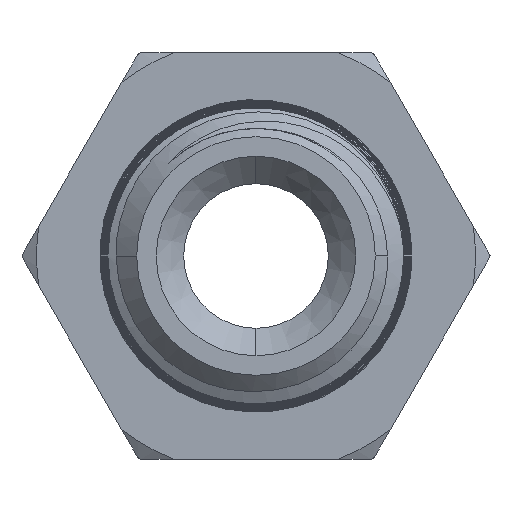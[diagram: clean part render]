
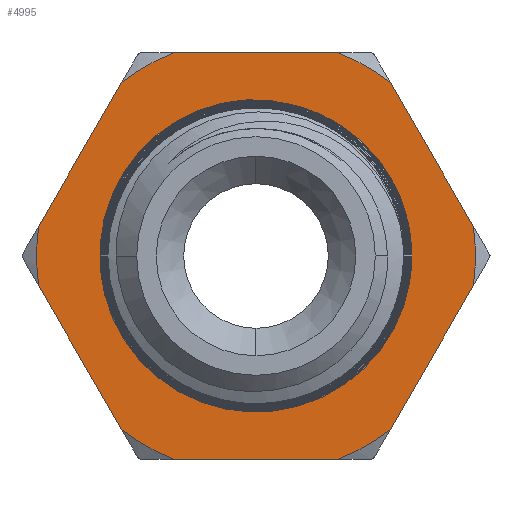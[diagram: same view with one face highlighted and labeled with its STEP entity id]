
A CAD part, left-side view. The second image highlights one B-rep face of the part: STEP entity #4995.
In plain terms, the highlighted planar face has unit normal (-1, 0, 0).
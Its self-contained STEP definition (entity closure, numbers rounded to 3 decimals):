
#277=CARTESIAN_POINT('',(-2.75,0.,0.));
#278=DIRECTION('',(-1.,0.,0.));
#279=DIRECTION('',(0.,0.991,0.136));
#280=AXIS2_PLACEMENT_3D('',#277,#278,#279);
#303=CARTESIAN_POINT('',(-2.75,0.,0.));
#304=DIRECTION('',(-1.,0.,0.));
#305=DIRECTION('',(0.,-0.991,-0.136));
#306=AXIS2_PLACEMENT_3D('',#303,#304,#305);
#423=CARTESIAN_POINT('',(-2.75,0.,0.));
#424=DIRECTION('',(-1.,0.,0.));
#425=DIRECTION('',(0.,1.,0.));
#426=AXIS2_PLACEMENT_3D('',#423,#424,#425);
#428=CARTESIAN_POINT('',(-2.75,0.,0.));
#429=DIRECTION('',(1.,0.,0.));
#430=DIRECTION('',(0.,1.,0.));
#431=AXIS2_PLACEMENT_3D('',#428,#429,#430);
#433=DIRECTION('',(0.,0.5,-0.866));
#434=VECTOR('',#433,9.056);
#435=CARTESIAN_POINT('',(-2.75,7.349,9.471));
#436=LINE('',#435,#434);
#437=CARTESIAN_POINT('',(-2.75,0.,0.));
#438=DIRECTION('',(-1.,0.,0.));
#439=DIRECTION('',(0.,0.378,0.926));
#440=AXIS2_PLACEMENT_3D('',#437,#438,#439);
#442=DIRECTION('',(0.,1.,0.));
#443=VECTOR('',#442,9.056);
#444=CARTESIAN_POINT('',(-2.75,-4.528,11.1));
#445=LINE('',#444,#443);
#446=CARTESIAN_POINT('',(-2.75,0.,0.));
#447=DIRECTION('',(-1.,0.,0.));
#448=DIRECTION('',(0.,-0.613,0.79));
#449=AXIS2_PLACEMENT_3D('',#446,#447,#448);
#451=DIRECTION('',(0.,0.5,0.866));
#452=VECTOR('',#451,9.056);
#453=CARTESIAN_POINT('',(-2.75,-11.877,1.629));
#454=LINE('',#453,#452);
#455=DIRECTION('',(0.,-0.5,0.866));
#456=VECTOR('',#455,9.056);
#457=CARTESIAN_POINT('',(-2.75,-7.349,-9.471));
#458=LINE('',#457,#456);
#459=CARTESIAN_POINT('',(-2.75,0.,0.));
#460=DIRECTION('',(-1.,0.,0.));
#461=DIRECTION('',(0.,-0.378,-0.926));
#462=AXIS2_PLACEMENT_3D('',#459,#460,#461);
#464=DIRECTION('',(0.,-1.,0.));
#465=VECTOR('',#464,9.056);
#466=CARTESIAN_POINT('',(-2.75,4.528,-11.1));
#467=LINE('',#466,#465);
#468=CARTESIAN_POINT('',(-2.75,0.,0.));
#469=DIRECTION('',(-1.,0.,0.));
#470=DIRECTION('',(0.,0.613,-0.79));
#471=AXIS2_PLACEMENT_3D('',#468,#469,#470);
#473=DIRECTION('',(0.,-0.5,-0.866));
#474=VECTOR('',#473,9.056);
#475=CARTESIAN_POINT('',(-2.75,11.877,-1.629));
#476=LINE('',#475,#474);
#4404=CARTESIAN_POINT('',(-2.75,7.349,-9.471));
#4405=CARTESIAN_POINT('',(-2.75,4.528,-11.1));
#4406=VERTEX_POINT('',#4404);
#4407=VERTEX_POINT('',#4405);
#4408=CARTESIAN_POINT('',(-2.75,-4.528,-11.1));
#4409=CARTESIAN_POINT('',(-2.75,-7.349,-9.471));
#4410=VERTEX_POINT('',#4408);
#4411=VERTEX_POINT('',#4409);
#4412=CARTESIAN_POINT('',(-2.75,-7.349,9.471));
#4413=CARTESIAN_POINT('',(-2.75,-4.528,11.1));
#4414=VERTEX_POINT('',#4412);
#4415=VERTEX_POINT('',#4413);
#4416=CARTESIAN_POINT('',(-2.75,4.528,11.1));
#4417=CARTESIAN_POINT('',(-2.75,7.349,9.471));
#4418=VERTEX_POINT('',#4416);
#4419=VERTEX_POINT('',#4417);
#4420=CARTESIAN_POINT('',(-2.75,-11.877,-1.629));
#4421=VERTEX_POINT('',#4420);
#4422=CARTESIAN_POINT('',(-2.75,-11.877,1.629));
#4423=VERTEX_POINT('',#4422);
#4424=CARTESIAN_POINT('',(-2.75,11.877,1.629));
#4425=VERTEX_POINT('',#4424);
#4426=CARTESIAN_POINT('',(-2.75,11.877,-1.629));
#4427=VERTEX_POINT('',#4426);
#4486=CARTESIAN_POINT('',(-2.75,7.323,0.));
#4488=VERTEX_POINT('',#4486);
#4490=CARTESIAN_POINT('',(-2.75,-7.323,0.));
#4492=VERTEX_POINT('',#4490);
#4968=CARTESIAN_POINT('',(-2.75,0.,0.));
#4969=DIRECTION('',(-1.,0.,0.));
#4970=DIRECTION('',(0.,-1.,0.));
#4971=AXIS2_PLACEMENT_3D('',#4968,#4969,#4970);
#4972=PLANE('',#4971);
#4973=ORIENTED_EDGE('',*,*,#4794,.F.);
#4975=ORIENTED_EDGE('',*,*,#4974,.F.);
#4976=ORIENTED_EDGE('',*,*,#4778,.F.);
#4977=ORIENTED_EDGE('',*,*,#4885,.F.);
#4978=ORIENTED_EDGE('',*,*,#4855,.F.);
#4979=ORIENTED_EDGE('',*,*,#4916,.F.);
#4980=ORIENTED_EDGE('',*,*,#4839,.F.);
#4981=ORIENTED_EDGE('',*,*,#4947,.F.);
#4982=ORIENTED_EDGE('',*,*,#4823,.F.);
#4983=ORIENTED_EDGE('',*,*,#4757,.F.);
#4984=ORIENTED_EDGE('',*,*,#4809,.F.);
#4986=ORIENTED_EDGE('',*,*,#4985,.F.);
#4987=EDGE_LOOP('',(#4973,#4975,#4976,#4977,#4978,#4979,#4980,#4981,#4982,#4983,
#4984,#4986));
#4988=FACE_OUTER_BOUND('',#4987,.F.);
#4990=ORIENTED_EDGE('',*,*,#4989,.T.);
#4992=ORIENTED_EDGE('',*,*,#4991,.F.);
#4993=EDGE_LOOP('',(#4990,#4992));
#4994=FACE_BOUND('',#4993,.F.);
#281=CIRCLE('',#280,11.988);
#307=CIRCLE('',#306,11.988);
#427=CIRCLE('',#426,7.323);
#432=CIRCLE('',#431,7.323);
#441=CIRCLE('',#440,11.988);
#450=CIRCLE('',#449,11.988);
#463=CIRCLE('',#462,11.988);
#472=CIRCLE('',#471,11.988);
#4757=EDGE_CURVE('',#4407,#4410,#467,.T.);
#4778=EDGE_CURVE('',#4418,#4419,#441,.T.);
#4794=EDGE_CURVE('',#4425,#4427,#281,.T.);
#4809=EDGE_CURVE('',#4406,#4407,#472,.T.);
#4823=EDGE_CURVE('',#4410,#4411,#463,.T.);
#4839=EDGE_CURVE('',#4421,#4423,#307,.T.);
#4855=EDGE_CURVE('',#4414,#4415,#450,.T.);
#4885=EDGE_CURVE('',#4415,#4418,#445,.T.);
#4916=EDGE_CURVE('',#4423,#4414,#454,.T.);
#4947=EDGE_CURVE('',#4411,#4421,#458,.T.);
#4974=EDGE_CURVE('',#4419,#4425,#436,.T.);
#4985=EDGE_CURVE('',#4427,#4406,#476,.T.);
#4989=EDGE_CURVE('',#4488,#4492,#427,.T.);
#4991=EDGE_CURVE('',#4488,#4492,#432,.T.);
#4995=ADVANCED_FACE('',(#4988,#4994),#4972,.T.);
